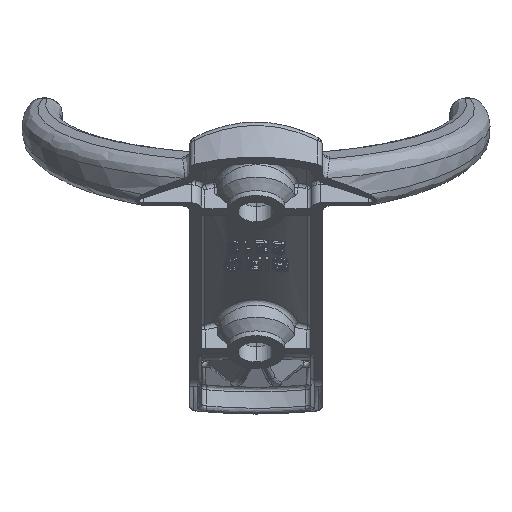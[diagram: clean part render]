
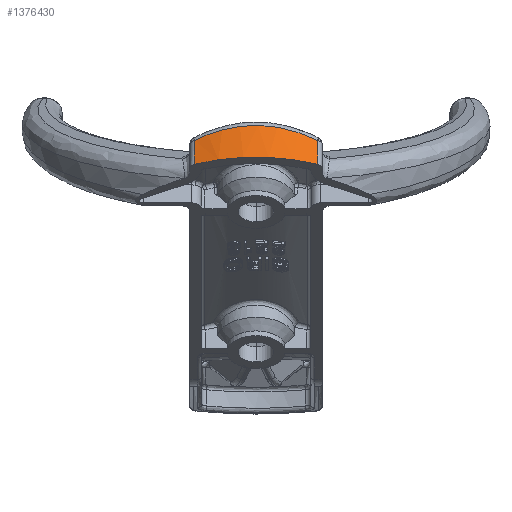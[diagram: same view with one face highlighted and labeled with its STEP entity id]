
A CAD part, top view. The second image highlights one B-rep face of the part: STEP entity #1376430.
In plain terms, the highlighted cylindrical face has radius 20 mm (diameter 40 mm), a partial arc.
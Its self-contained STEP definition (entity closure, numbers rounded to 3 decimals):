
#9160=CARTESIAN_POINT('',(15.287,45.59,
92.147));
#9170=VERTEX_POINT('',#9160);
#9200=CARTESIAN_POINT('',(23.182,35.293,
76.927));
#9210=DIRECTION('',(0.,0.828,
-0.56));
#9220=DIRECTION('',(1.,0.,0.));
#9230=AXIS2_PLACEMENT_3D('',#9200,#9210,#9220);
#9240=CIRCLE('',#9230,20.);
#9250=CARTESIAN_POINT('',(31.077,45.59,
92.147));
#9260=VERTEX_POINT('',#9250);
#9270=EDGE_CURVE('',#9170,#9260,#9240,.T.);
#1376060=CARTESIAN_POINT('',(23.182,0.217,
100.66));
#1376070=DIRECTION('',(0.,0.828,
-0.56));
#1376080=DIRECTION('',(1.,0.,0.));
#1376090=AXIS2_PLACEMENT_3D('',#1376060,#1376070,#1376080);
#1376100=CYLINDRICAL_SURFACE('',#1376090,20.);
#1376110=CARTESIAN_POINT('',(31.077,10.515,
115.88));
#1376120=DIRECTION('',(0.,0.828,
-0.56));
#1376130=VECTOR('',#1376120,1.);
#1376140=LINE('',#1376110,#1376130);
#1376150=CARTESIAN_POINT('',(31.077,48.622,
90.096));
#1376160=VERTEX_POINT('',#1376150);
#1376170=EDGE_CURVE('',#9260,#1376160,#1376140,.T.);
#1376180=ORIENTED_EDGE('',*,*,#1376170,.T.);
#1376190=ORIENTED_EDGE('',*,*,#9270,.T.);
#1376200=CARTESIAN_POINT('',(15.287,10.515,
115.88));
#1376210=DIRECTION('',(0.,0.828,
-0.56));
#1376220=VECTOR('',#1376210,1.);
#1376230=LINE('',#1376200,#1376220);
#1376240=CARTESIAN_POINT('',(15.287,48.622,
90.096));
#1376250=VERTEX_POINT('',#1376240);
#1376260=EDGE_CURVE('',#9170,#1376250,#1376230,.T.);
#1376270=ORIENTED_EDGE('',*,*,#1376260,.F.);
#1376280=CARTESIAN_POINT('',(31.077,48.622,
90.096));
#1376290=CARTESIAN_POINT('',(30.877,48.723,
90.13));
#1376300=CARTESIAN_POINT('',(30.676,48.822,
90.163));
#1376310=CARTESIAN_POINT('',(28.193,49.975,
90.557));
#1376320=CARTESIAN_POINT('',(25.713,50.568,
90.74));
#1376330=CARTESIAN_POINT('',(20.65,50.568,
90.74));
#1376340=CARTESIAN_POINT('',(18.171,49.975,
90.557));
#1376350=CARTESIAN_POINT('',(15.687,48.822,
90.163));
#1376360=CARTESIAN_POINT('',(15.486,48.723,
90.13));
#1376370=CARTESIAN_POINT('',(15.287,48.622,
90.096));
#1376380=B_SPLINE_CURVE_WITH_KNOTS('',3,(#1376280,#1376290,#1376300,
#1376310,#1376320,#1376330,#1376340,#1376350,#1376360,#1376370),
.UNSPECIFIED.,.F.,.F.,(4,2,2,2,4),(4.265,4.937,
12.496,20.055,20.728),.UNSPECIFIED.);
#1376390=EDGE_CURVE('',#1376160,#1376250,#1376380,.T.);
#1376400=ORIENTED_EDGE('',*,*,#1376390,.T.);
#1376410=EDGE_LOOP('',(#1376400,#1376270,#1376190,#1376180));
#1376420=FACE_OUTER_BOUND('',#1376410,.T.);
#1376430=ADVANCED_FACE('',(#1376420),#1376100,.T.);
